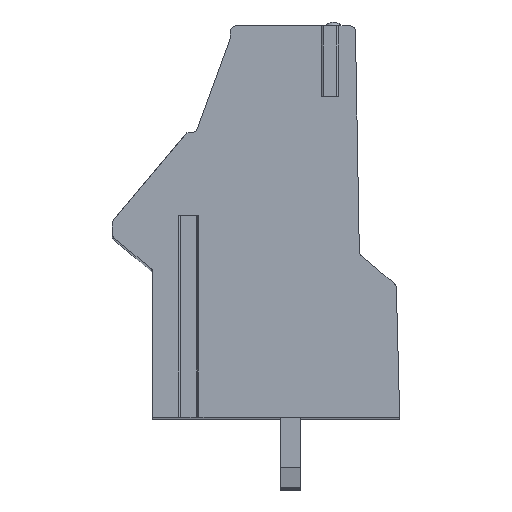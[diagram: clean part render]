
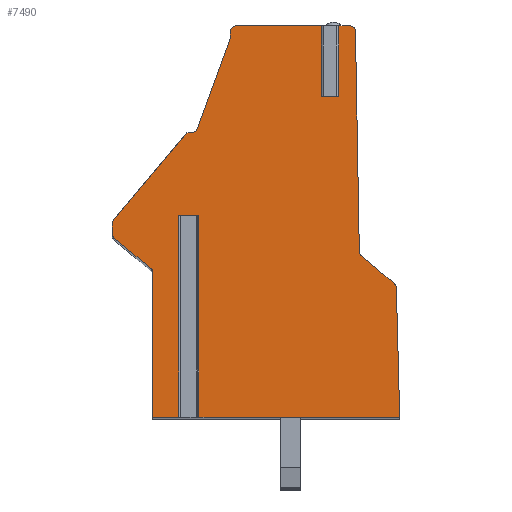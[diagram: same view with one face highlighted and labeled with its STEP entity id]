
A CAD part, top view. The second image highlights one B-rep face of the part: STEP entity #7490.
In plain terms, the highlighted planar face has unit normal (0, 0, 1).
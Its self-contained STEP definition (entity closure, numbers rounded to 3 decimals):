
#13=DIRECTION('',(-1.,0.,0.));
#14=VECTOR('',#13,0.55);
#15=CARTESIAN_POINT('',(3.708,6.127,63.5));
#16=LINE('',#15,#14);
#17=DIRECTION('',(0.,-1.,0.));
#18=VECTOR('',#17,3.5);
#19=CARTESIAN_POINT('',(3.708,9.627,63.5));
#20=LINE('',#19,#18);
#21=DIRECTION('',(-1.,0.,0.));
#22=VECTOR('',#21,0.682);
#23=CARTESIAN_POINT('',(4.39,9.627,63.5));
#24=LINE('',#23,#22);
#25=CARTESIAN_POINT('',(4.39,9.327,63.5));
#26=DIRECTION('',(0.,0.,1.));
#27=DIRECTION('',(1.,0.017,0.));
#28=AXIS2_PLACEMENT_3D('',#25,#26,#27);
#30=DIRECTION('',(-0.017,1.,0.));
#31=VECTOR('',#30,10.885);
#32=CARTESIAN_POINT('',(4.88,-1.552,63.5));
#33=LINE('',#32,#31);
#34=CARTESIAN_POINT('',(5.18,-1.546,63.5));
#35=DIRECTION('',(0.,0.,-1.));
#36=DIRECTION('',(-0.643,-0.766,0.));
#37=AXIS2_PLACEMENT_3D('',#34,#35,#36);
#39=DIRECTION('',(-0.766,0.643,0.));
#40=VECTOR('',#39,2.116);
#41=CARTESIAN_POINT('',(6.608,-3.137,63.5));
#42=LINE('',#41,#40);
#43=CARTESIAN_POINT('',(6.415,-3.366,63.5));
#44=DIRECTION('',(0.,0.,1.));
#45=DIRECTION('',(1.,0.029,0.));
#46=AXIS2_PLACEMENT_3D('',#43,#44,#45);
#48=DIRECTION('',(-0.026,1.,0.));
#49=VECTOR('',#48,6.418);
#50=CARTESIAN_POINT('',(6.883,-9.773,63.5));
#51=LINE('',#50,#49);
#52=DIRECTION('',(1.,0.,0.));
#53=VECTOR('',#52,9.952);
#54=CARTESIAN_POINT('',(-3.069,-9.773,63.5));
#55=LINE('',#54,#53);
#56=DIRECTION('',(0.,-1.,0.));
#57=VECTOR('',#56,10.);
#58=CARTESIAN_POINT('',(-3.069,0.227,63.5));
#59=LINE('',#58,#57);
#60=DIRECTION('',(-1.,0.,0.));
#61=VECTOR('',#60,0.996);
#62=CARTESIAN_POINT('',(-3.069,0.227,63.5));
#63=LINE('',#62,#61);
#64=DIRECTION('',(0.,-1.,0.));
#65=VECTOR('',#64,10.);
#66=CARTESIAN_POINT('',(-4.065,0.227,63.5));
#67=LINE('',#66,#65);
#68=DIRECTION('',(1.,0.,0.));
#69=VECTOR('',#68,1.302);
#70=CARTESIAN_POINT('',(-5.367,-9.773,63.5));
#71=LINE('',#70,#69);
#72=DIRECTION('',(0.,-1.,0.));
#73=VECTOR('',#72,7.198);
#74=CARTESIAN_POINT('',(-5.367,-2.576,63.5));
#75=LINE('',#74,#73);
#76=CARTESIAN_POINT('',(-5.567,-2.576,63.5));
#77=DIRECTION('',(0.,0.,-1.));
#78=DIRECTION('',(0.643,0.766,0.));
#79=AXIS2_PLACEMENT_3D('',#76,#77,#78);
#81=DIRECTION('',(0.766,-0.643,0.));
#82=VECTOR('',#81,2.424);
#83=CARTESIAN_POINT('',(-7.295,-0.864,63.5));
#84=LINE('',#83,#82);
#85=CARTESIAN_POINT('',(-7.167,-0.711,63.5));
#86=DIRECTION('',(0.,0.,1.));
#87=DIRECTION('',(-1.,0.,0.));
#88=AXIS2_PLACEMENT_3D('',#85,#86,#87);
#90=DIRECTION('',(0.,-1.,0.));
#91=VECTOR('',#90,0.52);
#92=CARTESIAN_POINT('',(-7.367,-0.191,63.5));
#93=LINE('',#92,#91);
#94=CARTESIAN_POINT('',(-7.067,-0.191,63.5));
#95=DIRECTION('',(0.,0.,1.));
#96=DIRECTION('',(-0.766,0.643,0.));
#97=AXIS2_PLACEMENT_3D('',#94,#95,#96);
#99=DIRECTION('',(-0.643,-0.766,0.));
#100=VECTOR('',#99,5.645);
#101=CARTESIAN_POINT('',(-3.668,4.327,63.5));
#102=LINE('',#101,#100);
#103=DIRECTION('',(-1.,0.,0.));
#104=VECTOR('',#103,0.236);
#105=CARTESIAN_POINT('',(-3.432,4.327,63.5));
#106=LINE('',#105,#104);
#107=CARTESIAN_POINT('',(-3.432,4.627,63.5));
#108=DIRECTION('',(0.,0.,-1.));
#109=DIRECTION('',(0.94,-0.342,0.));
#110=AXIS2_PLACEMENT_3D('',#107,#108,#109);
#112=DIRECTION('',(-0.342,-0.94,0.));
#113=VECTOR('',#112,4.782);
#114=CARTESIAN_POINT('',(-1.515,9.018,63.5));
#115=LINE('',#114,#113);
#116=DIRECTION('',(0.,-1.,0.));
#117=VECTOR('',#116,0.309);
#118=CARTESIAN_POINT('',(-1.515,9.327,63.5));
#119=LINE('',#118,#117);
#120=CARTESIAN_POINT('',(-1.215,9.327,63.5));
#121=DIRECTION('',(0.,0.,1.));
#122=DIRECTION('',(0.,1.,0.));
#123=AXIS2_PLACEMENT_3D('',#120,#121,#122);
#125=DIRECTION('',(-1.,0.,0.));
#126=VECTOR('',#125,4.373);
#127=CARTESIAN_POINT('',(3.158,9.627,63.5));
#128=LINE('',#127,#126);
#129=DIRECTION('',(0.,-1.,0.));
#130=VECTOR('',#129,3.5);
#131=CARTESIAN_POINT('',(3.158,9.627,63.5));
#132=LINE('',#131,#130);
#5837=CARTESIAN_POINT('',(6.883,-9.773,63.5));
#5838=CARTESIAN_POINT('',(6.715,-3.358,63.5));
#5839=VERTEX_POINT('',#5837);
#5840=VERTEX_POINT('',#5838);
#5841=CARTESIAN_POINT('',(6.608,-3.137,63.5));
#5842=VERTEX_POINT('',#5841);
#5843=CARTESIAN_POINT('',(4.987,-1.776,63.5));
#5844=VERTEX_POINT('',#5843);
#5845=CARTESIAN_POINT('',(4.88,-1.552,63.5));
#5846=VERTEX_POINT('',#5845);
#5847=CARTESIAN_POINT('',(4.69,9.332,63.5));
#5848=VERTEX_POINT('',#5847);
#5849=CARTESIAN_POINT('',(4.39,9.627,63.5));
#5850=VERTEX_POINT('',#5849);
#5851=CARTESIAN_POINT('',(-1.215,9.627,63.5));
#5852=CARTESIAN_POINT('',(-1.515,9.327,63.5));
#5853=VERTEX_POINT('',#5851);
#5854=VERTEX_POINT('',#5852);
#5855=CARTESIAN_POINT('',(-1.515,9.018,63.5));
#5856=VERTEX_POINT('',#5855);
#5857=CARTESIAN_POINT('',(-3.15,4.524,63.5));
#5858=VERTEX_POINT('',#5857);
#5859=CARTESIAN_POINT('',(-3.432,4.327,63.5));
#5860=VERTEX_POINT('',#5859);
#5861=CARTESIAN_POINT('',(-3.668,4.327,63.5));
#5862=VERTEX_POINT('',#5861);
#5863=CARTESIAN_POINT('',(-7.297,0.002,63.5));
#5864=VERTEX_POINT('',#5863);
#5865=CARTESIAN_POINT('',(-7.367,-0.191,63.5));
#5866=VERTEX_POINT('',#5865);
#5867=CARTESIAN_POINT('',(-7.367,-0.711,63.5));
#5868=VERTEX_POINT('',#5867);
#5869=CARTESIAN_POINT('',(-7.295,-0.864,63.5));
#5870=VERTEX_POINT('',#5869);
#5871=CARTESIAN_POINT('',(-5.438,-2.422,63.5));
#5872=VERTEX_POINT('',#5871);
#5873=CARTESIAN_POINT('',(-5.367,-2.576,63.5));
#5874=VERTEX_POINT('',#5873);
#5875=CARTESIAN_POINT('',(-5.367,-9.773,63.5));
#5876=VERTEX_POINT('',#5875);
#5977=CARTESIAN_POINT('',(-3.069,0.227,63.5));
#5978=CARTESIAN_POINT('',(-4.065,0.227,63.5));
#5979=VERTEX_POINT('',#5977);
#5980=VERTEX_POINT('',#5978);
#5981=CARTESIAN_POINT('',(-3.069,-9.773,63.5));
#5982=VERTEX_POINT('',#5981);
#5983=CARTESIAN_POINT('',(-4.065,-9.773,63.5));
#5984=VERTEX_POINT('',#5983);
#6021=CARTESIAN_POINT('',(3.708,6.127,63.5));
#6022=CARTESIAN_POINT('',(3.158,6.127,63.5));
#6023=VERTEX_POINT('',#6021);
#6024=VERTEX_POINT('',#6022);
#6025=CARTESIAN_POINT('',(3.158,9.627,63.5));
#6026=VERTEX_POINT('',#6025);
#6027=CARTESIAN_POINT('',(3.708,9.627,63.5));
#6028=VERTEX_POINT('',#6027);
#7427=CARTESIAN_POINT('',(0.,0.,63.5));
#7428=DIRECTION('',(0.,0.,1.));
#7429=DIRECTION('',(1.,0.,0.));
#7430=AXIS2_PLACEMENT_3D('',#7427,#7428,#7429);
#7431=PLANE('',#7430);
#7433=ORIENTED_EDGE('',*,*,#7432,.F.);
#7435=ORIENTED_EDGE('',*,*,#7434,.F.);
#7437=ORIENTED_EDGE('',*,*,#7436,.F.);
#7439=ORIENTED_EDGE('',*,*,#7438,.F.);
#7441=ORIENTED_EDGE('',*,*,#7440,.F.);
#7443=ORIENTED_EDGE('',*,*,#7442,.F.);
#7445=ORIENTED_EDGE('',*,*,#7444,.F.);
#7447=ORIENTED_EDGE('',*,*,#7446,.F.);
#7449=ORIENTED_EDGE('',*,*,#7448,.F.);
#7451=ORIENTED_EDGE('',*,*,#7450,.F.);
#7453=ORIENTED_EDGE('',*,*,#7452,.F.);
#7455=ORIENTED_EDGE('',*,*,#7454,.T.);
#7457=ORIENTED_EDGE('',*,*,#7456,.T.);
#7459=ORIENTED_EDGE('',*,*,#7458,.F.);
#7461=ORIENTED_EDGE('',*,*,#7460,.F.);
#7463=ORIENTED_EDGE('',*,*,#7462,.F.);
#7465=ORIENTED_EDGE('',*,*,#7464,.F.);
#7467=ORIENTED_EDGE('',*,*,#7466,.F.);
#7469=ORIENTED_EDGE('',*,*,#7468,.F.);
#7471=ORIENTED_EDGE('',*,*,#7470,.F.);
#7473=ORIENTED_EDGE('',*,*,#7472,.F.);
#7475=ORIENTED_EDGE('',*,*,#7474,.F.);
#7477=ORIENTED_EDGE('',*,*,#7476,.F.);
#7479=ORIENTED_EDGE('',*,*,#7478,.F.);
#7481=ORIENTED_EDGE('',*,*,#7480,.F.);
#7483=ORIENTED_EDGE('',*,*,#7482,.F.);
#7485=ORIENTED_EDGE('',*,*,#7484,.F.);
#7487=ORIENTED_EDGE('',*,*,#7486,.T.);
#7488=EDGE_LOOP('',(#7433,#7435,#7437,#7439,#7441,#7443,#7445,#7447,#7449,#7451,
#7453,#7455,#7457,#7459,#7461,#7463,#7465,#7467,#7469,#7471,#7473,#7475,#7477,
#7479,#7481,#7483,#7485,#7487));
#7489=FACE_OUTER_BOUND('',#7488,.F.);
#29=CIRCLE('',#28,0.3);
#38=CIRCLE('',#37,0.3);
#47=CIRCLE('',#46,0.3);
#80=CIRCLE('',#79,0.2);
#89=CIRCLE('',#88,0.2);
#98=CIRCLE('',#97,0.3);
#111=CIRCLE('',#110,0.3);
#124=CIRCLE('',#123,0.3);
#7432=EDGE_CURVE('',#6023,#6024,#16,.T.);
#7434=EDGE_CURVE('',#6028,#6023,#20,.T.);
#7436=EDGE_CURVE('',#5850,#6028,#24,.T.);
#7438=EDGE_CURVE('',#5848,#5850,#29,.T.);
#7440=EDGE_CURVE('',#5846,#5848,#33,.T.);
#7442=EDGE_CURVE('',#5844,#5846,#38,.T.);
#7444=EDGE_CURVE('',#5842,#5844,#42,.T.);
#7446=EDGE_CURVE('',#5840,#5842,#47,.T.);
#7448=EDGE_CURVE('',#5839,#5840,#51,.T.);
#7450=EDGE_CURVE('',#5982,#5839,#55,.T.);
#7452=EDGE_CURVE('',#5979,#5982,#59,.T.);
#7454=EDGE_CURVE('',#5979,#5980,#63,.T.);
#7456=EDGE_CURVE('',#5980,#5984,#67,.T.);
#7458=EDGE_CURVE('',#5876,#5984,#71,.T.);
#7460=EDGE_CURVE('',#5874,#5876,#75,.T.);
#7462=EDGE_CURVE('',#5872,#5874,#80,.T.);
#7464=EDGE_CURVE('',#5870,#5872,#84,.T.);
#7466=EDGE_CURVE('',#5868,#5870,#89,.T.);
#7468=EDGE_CURVE('',#5866,#5868,#93,.T.);
#7470=EDGE_CURVE('',#5864,#5866,#98,.T.);
#7472=EDGE_CURVE('',#5862,#5864,#102,.T.);
#7474=EDGE_CURVE('',#5860,#5862,#106,.T.);
#7476=EDGE_CURVE('',#5858,#5860,#111,.T.);
#7478=EDGE_CURVE('',#5856,#5858,#115,.T.);
#7480=EDGE_CURVE('',#5854,#5856,#119,.T.);
#7482=EDGE_CURVE('',#5853,#5854,#124,.T.);
#7484=EDGE_CURVE('',#6026,#5853,#128,.T.);
#7486=EDGE_CURVE('',#6026,#6024,#132,.T.);
#7490=ADVANCED_FACE('',(#7489),#7431,.T.);
